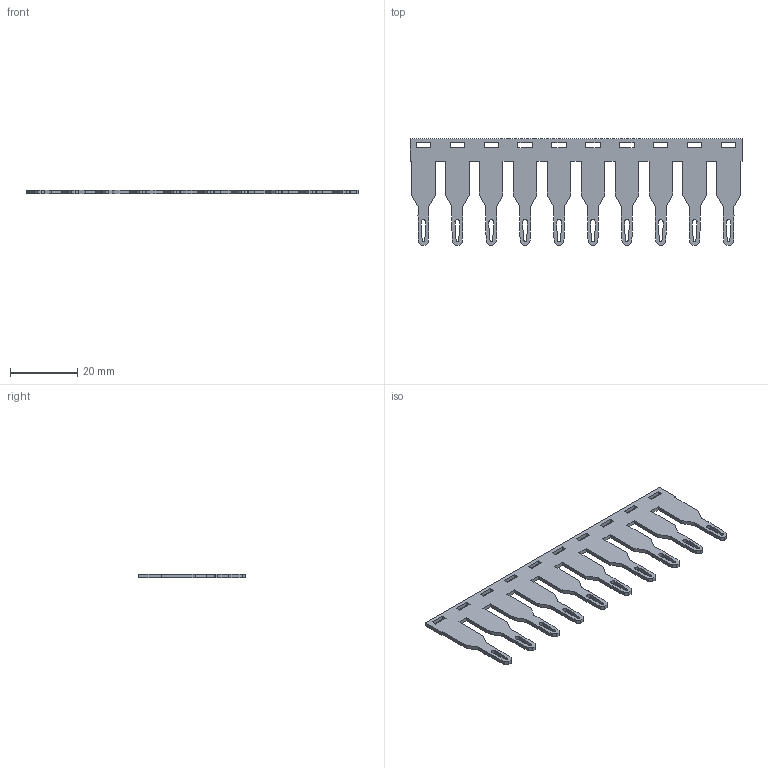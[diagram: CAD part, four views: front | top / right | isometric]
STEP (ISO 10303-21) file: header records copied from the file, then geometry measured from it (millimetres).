
FILE_DESCRIPTION((''),'2;1');
FILE_NAME('PTC1010_ASM','2022-09-22T09:36:20',('klemen.sitar'),('Audax d.o.o.'),'CREO PARAMETRIC BY PTC INC, 2021304','CREO PARAMETRIC BY PTC INC, 2021304','');
FILE_SCHEMA(('AP242_MANAGED_MODEL_BASED_3D_ENGINEERING_MIM_LF { 1 0 10303 442 1 1 4 }'));
Length unit declared in the file: millimetre
Products named in the file (2): PTC1010-89920; PTC1010_ASM
Assembly tree (1 placements, depth 2):
  PTC1010_ASM
    PTC1010-89920
Bounding box: 98.9 x 31.8 x 1.1 mm (x, y, z)
Volume: 1936.2 mm3; surface area: 4543 mm2
Topology: 1 solids, 1 shells, 266 faces, 812 edges, 548 vertices
Faces by surface type: plane 186, cylinder 80
Entity records: 13671 total; most frequent: CARTESIAN_POINT 1634, ORIENTED_EDGE 1624, DIRECTION 1532, PRESENTATION_STYLE_ASSIGNMENT 1081, STYLED_ITEM 1081, CURVE_STYLE 814, EDGE_CURVE 812, VECTOR 632
